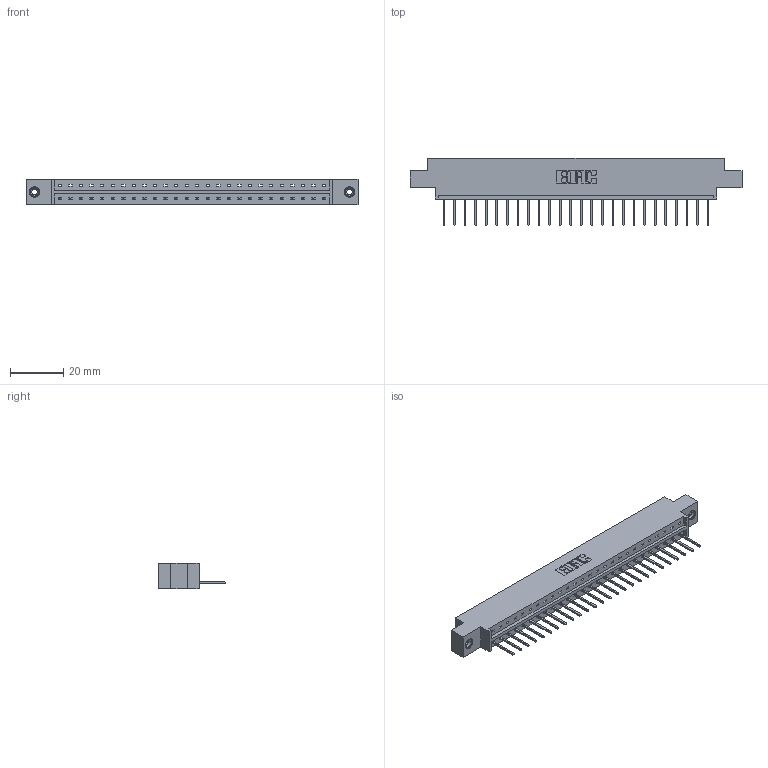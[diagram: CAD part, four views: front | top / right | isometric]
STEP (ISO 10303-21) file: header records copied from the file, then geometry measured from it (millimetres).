
FILE_DESCRIPTION (( 'STEP AP203' ), '1' );
FILE_NAME ('833-026-523-608.STEP', '2020-06-02T04:06:04', ( '' ), ( '' ), 'SwSTEP 2.0', 'SolidWorks 2020', '' );
FILE_SCHEMA (( 'CONFIG_CONTROL_DESIGN' ));
Length unit declared in the file: inch
Products named in the file (4): 833-026-523-608; 345-292-001_345-293-123; 833 Part_Offset - .156 Dia - TI; 345-250-001_345-250-003-102
Assembly tree (29 placements, depth 2):
  833-026-523-608
    833 Part_Offset - .156 Dia - TI
    345-292-001_345-293-123  x26
    345-250-001_345-250-003-102  x2
Bounding box: 124.56 x 25.15 x 9.4 mm (x, y, z)
Volume: 12152.4 mm3; surface area: 13294.5 mm2
Topology: 29 solids, 29 shells, 1686 faces, 5035 edges, 3314 vertices
Faces by surface type: plane 1198, cylinder 472, cone 12, torus 4
Entity records: 19300 total; most frequent: CARTESIAN_POINT 3315, ORIENTED_EDGE 3270, DIRECTION 2861, EDGE_CURVE 1635, LINE 1487, VECTOR 1487, VERTEX_POINT 1084, AXIS2_PLACEMENT_3D 687
